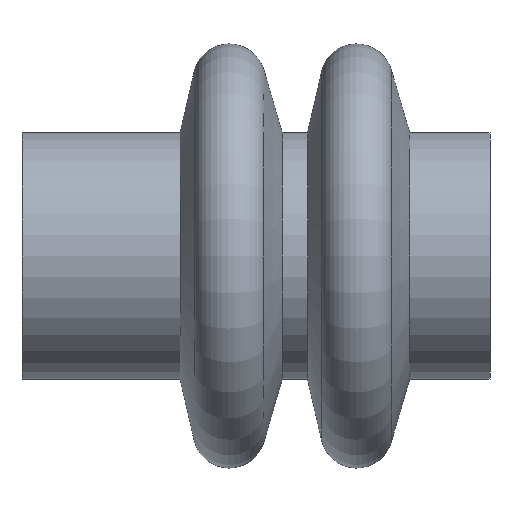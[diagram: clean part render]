
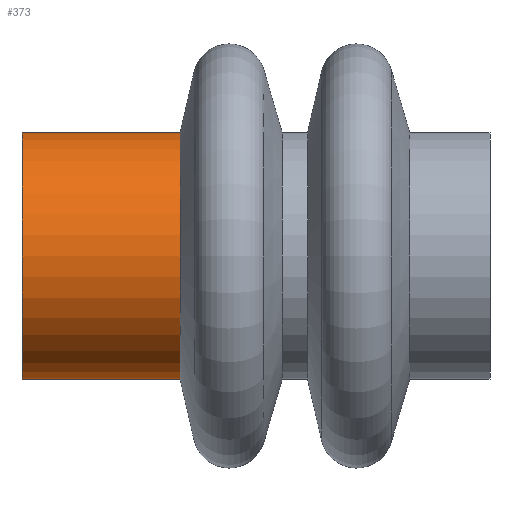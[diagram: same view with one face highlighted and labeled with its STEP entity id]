
A CAD part, left-side view. The second image highlights one B-rep face of the part: STEP entity #373.
In plain terms, the highlighted cylindrical face has radius 6.156 mm (diameter 12.311 mm), a partial arc.
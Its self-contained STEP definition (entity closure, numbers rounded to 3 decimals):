
#22 = EDGE_CURVE ( 'NONE', #332, #375, #160, .T. ) ;
#31 = DIRECTION ( 'NONE',  ( 0., -1., 0. ) ) ;
#63 = DIRECTION ( 'NONE',  ( 0., 0., -1. ) ) ;
#117 = DIRECTION ( 'NONE',  ( 0., 0., -1. ) ) ;
#119 = LINE ( 'NONE', #575, #276 ) ;
#160 = LINE ( 'NONE', #476, #690 ) ;
#228 = FACE_OUTER_BOUND ( 'NONE', #571, .T. ) ;
#237 = DIRECTION ( 'NONE',  ( 0., 0., -1. ) ) ;
#249 = EDGE_CURVE ( 'NONE', #375, #871, #1012, .T. ) ;
#276 = VECTOR ( 'NONE', #31, 1000. ) ;
#315 = CARTESIAN_POINT ( 'NONE',  ( -5.356, 8., 0. ) ) ;
#332 = VERTEX_POINT ( 'NONE', #838 ) ;
#349 = CARTESIAN_POINT ( 'NONE',  ( -5.356, 8., -6.156 ) ) ;
#358 = DIRECTION ( 'NONE',  ( 0., -1., 0. ) ) ;
#369 = CARTESIAN_POINT ( 'NONE',  ( -5.356, 0.113, 0. ) ) ;
#372 = CARTESIAN_POINT ( 'NONE',  ( -5.356, 7.621, 0. ) ) ;
#373 = ADVANCED_FACE ( 'NONE', ( #228 ), #541, .T. ) ;
#375 = VERTEX_POINT ( 'NONE', #377 ) ;
#377 = CARTESIAN_POINT ( 'NONE',  ( -5.356, 0.113, 6.156 ) ) ;
#402 = DIRECTION ( 'NONE',  ( 0., -1., 0. ) ) ;
#476 = CARTESIAN_POINT ( 'NONE',  ( -5.356, 7.621, 6.156 ) ) ;
#541 = CYLINDRICAL_SURFACE ( 'NONE', #561, 6.156 ) ;
#556 = CIRCLE ( 'NONE', #926, 6.156 ) ;
#561 = AXIS2_PLACEMENT_3D ( 'NONE', #372, #921, #63 ) ;
#571 = EDGE_LOOP ( 'NONE', ( #997, #746, #665, #642 ) ) ;
#575 = CARTESIAN_POINT ( 'NONE',  ( -5.356, 7.621, -6.156 ) ) ;
#579 = VERTEX_POINT ( 'NONE', #349 ) ;
#629 = DIRECTION ( 'NONE',  ( 0., -1., 0. ) ) ;
#642 = ORIENTED_EDGE ( 'NONE', *, *, #249, .F. ) ;
#665 = ORIENTED_EDGE ( 'NONE', *, *, #966, .T. ) ;
#682 = CARTESIAN_POINT ( 'NONE',  ( -5.356, 0.113, -6.156 ) ) ;
#690 = VECTOR ( 'NONE', #402, 1000. ) ;
#746 = ORIENTED_EDGE ( 'NONE', *, *, #757, .T. ) ;
#757 = EDGE_CURVE ( 'NONE', #332, #579, #556, .T. ) ;
#838 = CARTESIAN_POINT ( 'NONE',  ( -5.356, 8., 6.156 ) ) ;
#871 = VERTEX_POINT ( 'NONE', #682 ) ;
#907 = AXIS2_PLACEMENT_3D ( 'NONE', #369, #358, #117 ) ;
#921 = DIRECTION ( 'NONE',  ( 0., -1., 0. ) ) ;
#926 = AXIS2_PLACEMENT_3D ( 'NONE', #315, #629, #237 ) ;
#966 = EDGE_CURVE ( 'NONE', #579, #871, #119, .T. ) ;
#997 = ORIENTED_EDGE ( 'NONE', *, *, #22, .F. ) ;
#1012 = CIRCLE ( 'NONE', #907, 6.156 ) ;
